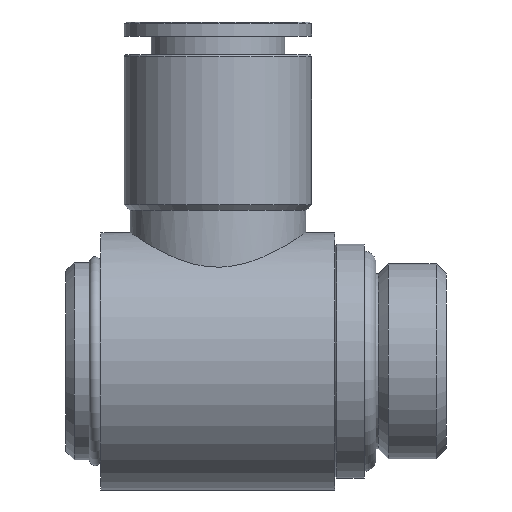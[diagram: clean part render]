
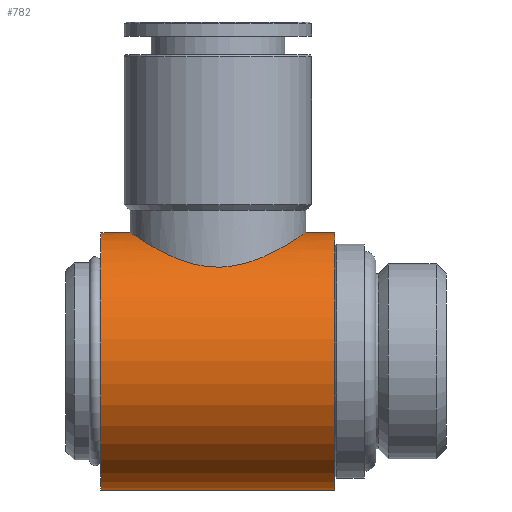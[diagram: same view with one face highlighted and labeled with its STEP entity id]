
A CAD part, left-side view. The second image highlights one B-rep face of the part: STEP entity #782.
In plain terms, the highlighted cylindrical face has radius 11 mm (diameter 22 mm), a full revolution.
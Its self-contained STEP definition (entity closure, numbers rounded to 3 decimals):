
#73=B_SPLINE_CURVE_WITH_KNOTS('',3,(#1066,#1067,#1068,#1069,#1070,#1071,
#1072,#1073,#1074,#1075,#1076,#1077,#1078,#1079,#1080,#1081,#1082,#1083,
#1084),.UNSPECIFIED.,.T.,.F.,(1,1,1,1,1,1,1,1,1,1,1,1,1,1,1,1,1,1,1,1,1,
1,1),(-0.009,-0.006,-0.003,0.,
0.003,0.006,0.009,0.012,
0.015,0.018,0.021,0.024,
0.027,0.03,0.033,0.036,
0.039,0.042,0.046,0.049,
0.052,0.055,0.058),.UNSPECIFIED.);
#106=ORIENTED_EDGE('',*,*,#202,.F.);
#107=ORIENTED_EDGE('',*,*,#203,.T.);
#108=ORIENTED_EDGE('',*,*,#191,.T.);
#191=EDGE_CURVE('',#244,#244,#73,.T.);
#202=EDGE_CURVE('',#255,#255,#299,.T.);
#203=EDGE_CURVE('',#256,#256,#300,.T.);
#244=VERTEX_POINT('',#1085);
#255=VERTEX_POINT('',#1118);
#256=VERTEX_POINT('',#1120);
#299=CIRCLE('',#843,11.);
#300=CIRCLE('',#844,11.);
#343=EDGE_LOOP('',(#106));
#344=EDGE_LOOP('',(#107));
#345=EDGE_LOOP('',(#108));
#418=FACE_BOUND('',#343,.T.);
#419=FACE_BOUND('',#344,.T.);
#420=FACE_BOUND('',#345,.T.);
#474=CYLINDRICAL_SURFACE('',#842,11.);
#782=ADVANCED_FACE('',(#418,#419,#420),#474,.T.);
#842=AXIS2_PLACEMENT_3D('',#1116,#945,#946);
#843=AXIS2_PLACEMENT_3D('',#1117,#947,#948);
#844=AXIS2_PLACEMENT_3D('',#1119,#949,#950);
#945=DIRECTION('',(0.,-1.,0.));
#946=DIRECTION('',(0.,0.,-1.));
#947=DIRECTION('',(0.,-1.,0.));
#948=DIRECTION('',(0.,0.,-1.));
#949=DIRECTION('',(0.,-1.,0.));
#950=DIRECTION('',(0.,0.,-1.));
#1066=CARTESIAN_POINT('',(3.057,-7.066,10.697));
#1067=CARTESIAN_POINT('',(-0.003,-7.716,11.15));
#1068=CARTESIAN_POINT('',(-3.043,-7.071,10.701));
#1069=CARTESIAN_POINT('',(-5.45,-5.403,9.65));
#1070=CARTESIAN_POINT('',(-7.061,-3.05,8.477));
#1071=CARTESIAN_POINT('',(-7.716,-0.011,7.834));
#1072=CARTESIAN_POINT('',(-7.073,3.022,8.467));
#1073=CARTESIAN_POINT('',(-5.462,5.392,9.642));
#1074=CARTESIAN_POINT('',(-3.069,7.061,10.694));
#1075=CARTESIAN_POINT('',(-0.018,7.715,11.15));
#1076=CARTESIAN_POINT('',(3.028,7.079,10.706));
#1077=CARTESIAN_POINT('',(5.45,5.407,9.651));
#1078=CARTESIAN_POINT('',(7.065,3.04,8.474));
#1079=CARTESIAN_POINT('',(7.717,0.01,7.834));
#1080=CARTESIAN_POINT('',(7.069,-3.037,8.471));
#1081=CARTESIAN_POINT('',(5.45,-5.403,9.649));
#1082=CARTESIAN_POINT('',(3.057,-7.066,10.697));
#1083=CARTESIAN_POINT('',(-0.003,-7.716,11.15));
#1084=CARTESIAN_POINT('',(-3.043,-7.071,10.701));
#1085=CARTESIAN_POINT('',(0.,-7.5,11.));
#1116=CARTESIAN_POINT('',(0.,-19.5,0.));
#1117=CARTESIAN_POINT('',(0.,-10.,0.));
#1118=CARTESIAN_POINT('',(0.,-10.,-11.));
#1119=CARTESIAN_POINT('',(0.,10.,0.));
#1120=CARTESIAN_POINT('',(0.,10.,-11.));
